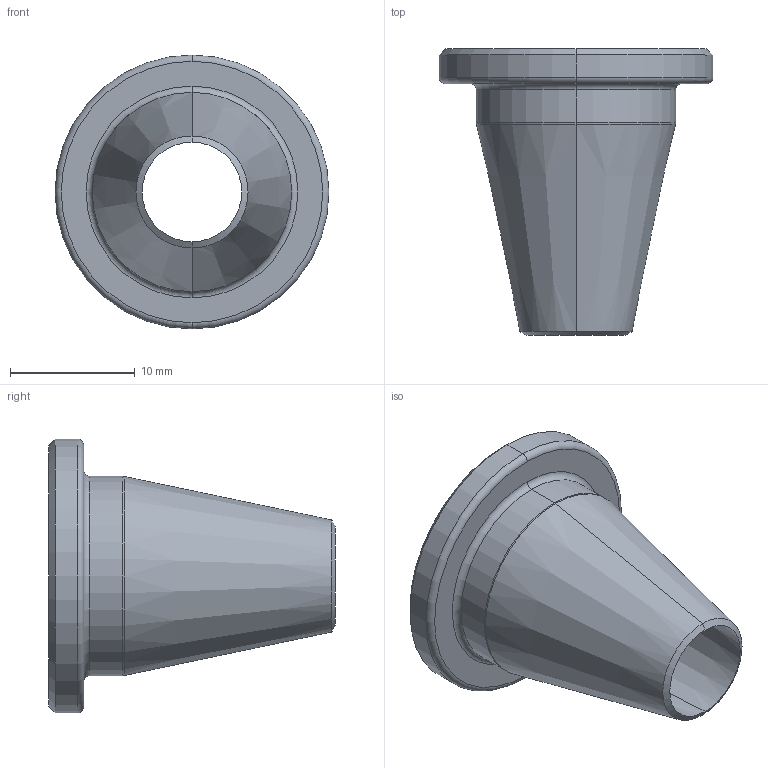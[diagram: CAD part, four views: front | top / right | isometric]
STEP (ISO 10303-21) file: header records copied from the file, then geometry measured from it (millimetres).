
FILE_DESCRIPTION (( 'STEP AP214' ), '1' );
FILE_NAME ('Nozzle_8mm.STEP', '2024-09-18T12:50:11', ( '' ), ( '' ), 'SwSTEP 2.0', 'SolidWorks 2024', '' );
FILE_SCHEMA (( 'AUTOMOTIVE_DESIGN' ));
Length unit declared in the file: millimetre
Products named in the file (1): Nozzle_8mm
Bounding box: 22 x 23 x 22 mm (x, y, z)
Volume: 2341.8 mm3; surface area: 2121.9 mm2
Topology: 1 solids, 1 shells, 26 faces, 52 edges, 28 vertices
Faces by surface type: cone 10, torus 8, cylinder 6, plane 2
Entity records: 699 total; most frequent: DIRECTION 142, CARTESIAN_POINT 107, ORIENTED_EDGE 104, AXIS2_PLACEMENT_3D 63, EDGE_CURVE 52, CIRCLE 36, EDGE_LOOP 28, VERTEX_POINT 28
